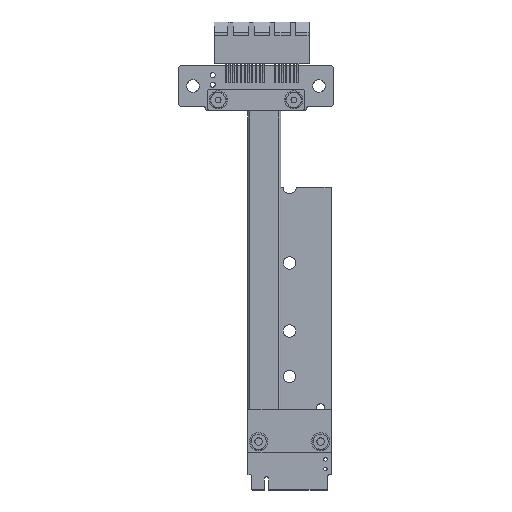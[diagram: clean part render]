
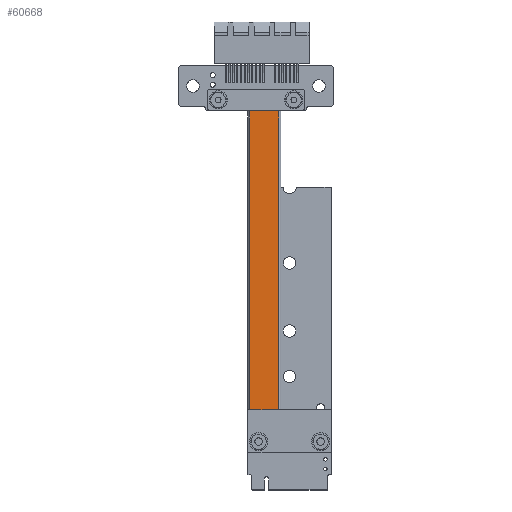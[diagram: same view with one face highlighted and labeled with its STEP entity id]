
A CAD part, top view. The second image highlights one B-rep face of the part: STEP entity #60668.
In plain terms, the highlighted face is planar.
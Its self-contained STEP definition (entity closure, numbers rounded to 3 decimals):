
#60377 = VERTEX_POINT('',#60378);
#60378 = CARTESIAN_POINT('',(-0.001,-0.001,
    83.));
#60385 = EDGE_CURVE('',#60377,#60386,#60388,.T.);
#60386 = VERTEX_POINT('',#60387);
#60387 = CARTESIAN_POINT('',(-7.621,-0.001,83.));
#60388 = LINE('',#60389,#60390);
#60389 = CARTESIAN_POINT('',(-7.621,-0.001,83.));
#60390 = VECTOR('',#60391,1.);
#60391 = DIRECTION('',(-1.,0.,0.));
#60482 = VERTEX_POINT('',#60483);
#60483 = CARTESIAN_POINT('',(-0.001,-0.001,
    0.));
#60498 = VERTEX_POINT('',#60499);
#60499 = CARTESIAN_POINT('',(-7.621,-0.001,
    0.));
#60506 = EDGE_CURVE('',#60482,#60498,#60507,.T.);
#60507 = LINE('',#60508,#60509);
#60508 = CARTESIAN_POINT('',(-7.621,-0.001,
    0.));
#60509 = VECTOR('',#60510,1.);
#60510 = DIRECTION('',(-1.,0.,0.));
#60651 = EDGE_CURVE('',#60377,#60482,#60652,.T.);
#60652 = LINE('',#60653,#60654);
#60653 = CARTESIAN_POINT('',(-0.001,-0.001,
    83.));
#60654 = VECTOR('',#60655,1.);
#60655 = DIRECTION('',(0.,0.,-1.));
#60668 = ADVANCED_FACE('',(#60669),#60680,.F.);
#60669 = FACE_BOUND('',#60670,.T.);
#60670 = EDGE_LOOP('',(#60671,#60672,#60678,#60679));
#60671 = ORIENTED_EDGE('',*,*,#60506,.T.);
#60672 = ORIENTED_EDGE('',*,*,#60673,.F.);
#60673 = EDGE_CURVE('',#60386,#60498,#60674,.T.);
#60674 = LINE('',#60675,#60676);
#60675 = CARTESIAN_POINT('',(-7.621,-0.001,83.));
#60676 = VECTOR('',#60677,1.);
#60677 = DIRECTION('',(0.,0.,-1.));
#60678 = ORIENTED_EDGE('',*,*,#60385,.F.);
#60679 = ORIENTED_EDGE('',*,*,#60651,.T.);
#60680 = PLANE('',#60681);
#60681 = AXIS2_PLACEMENT_3D('',#60682,#60683,#60684);
#60682 = CARTESIAN_POINT('',(-7.621,-0.001,83.));
#60683 = DIRECTION('',(0.,-1.,0.));
#60684 = DIRECTION('',(0.,0.,-1.));
